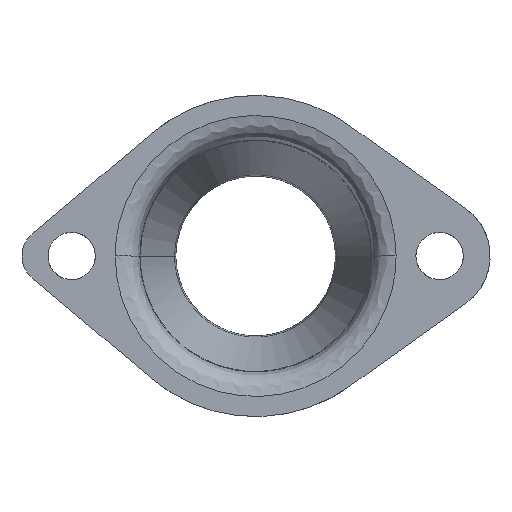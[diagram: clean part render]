
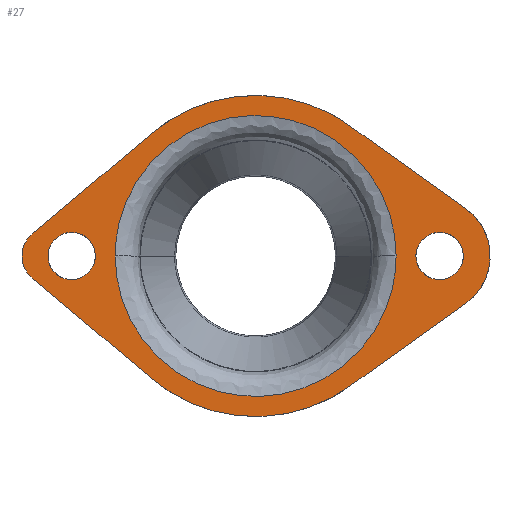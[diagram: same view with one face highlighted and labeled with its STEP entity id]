
A CAD part, front view. The second image highlights one B-rep face of the part: STEP entity #27.
In plain terms, the highlighted planar face has unit normal (0, -1, 0).
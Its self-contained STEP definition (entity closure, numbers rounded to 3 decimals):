
#17=FACE_BOUND('',#109,.T.);
#18=FACE_BOUND('',#110,.T.);
#19=FACE_BOUND('',#111,.T.);
#27=ADVANCED_FACE('',(#66,#17,#18,#19),#550,.T.);
#66=FACE_OUTER_BOUND('',#108,.T.);
#108=EDGE_LOOP('',(#179,#180,#181,#182,#183,#184,#185,#186));
#109=EDGE_LOOP('',(#187,#188));
#110=EDGE_LOOP('',(#189,#190));
#111=EDGE_LOOP('',(#191,#192));
#179=ORIENTED_EDGE('',*,*,#365,.F.);
#180=ORIENTED_EDGE('',*,*,#361,.F.);
#181=ORIENTED_EDGE('',*,*,#359,.F.);
#182=ORIENTED_EDGE('',*,*,#355,.F.);
#183=ORIENTED_EDGE('',*,*,#353,.F.);
#184=ORIENTED_EDGE('',*,*,#349,.F.);
#185=ORIENTED_EDGE('',*,*,#347,.F.);
#186=ORIENTED_EDGE('',*,*,#343,.F.);
#187=ORIENTED_EDGE('',*,*,#331,.F.);
#188=ORIENTED_EDGE('',*,*,#335,.F.);
#189=ORIENTED_EDGE('',*,*,#337,.F.);
#190=ORIENTED_EDGE('',*,*,#341,.F.);
#191=ORIENTED_EDGE('',*,*,#367,.F.);
#192=ORIENTED_EDGE('',*,*,#371,.F.);
#331=EDGE_CURVE('',#515,#516,#417,.T.);
#335=EDGE_CURVE('',#516,#515,#419,.T.);
#337=EDGE_CURVE('',#525,#526,#421,.T.);
#341=EDGE_CURVE('',#526,#525,#423,.T.);
#343=EDGE_CURVE('',#517,#518,#425,.T.);
#347=EDGE_CURVE('',#518,#524,#473,.T.);
#349=EDGE_CURVE('',#524,#523,#427,.T.);
#353=EDGE_CURVE('',#523,#522,#477,.T.);
#355=EDGE_CURVE('',#522,#521,#429,.T.);
#359=EDGE_CURVE('',#521,#520,#481,.T.);
#361=EDGE_CURVE('',#520,#519,#431,.T.);
#365=EDGE_CURVE('',#519,#517,#485,.T.);
#367=EDGE_CURVE('',#527,#528,#433,.T.);
#371=EDGE_CURVE('',#528,#527,#437,.T.);
#417=(
BOUNDED_CURVE()
B_SPLINE_CURVE(2,(#2127,#2128,#2129,#2130,#2131),.UNSPECIFIED.,.F.,.F.)
B_SPLINE_CURVE_WITH_KNOTS((3,2,3),(-16.179,-8.09,
0.),.UNSPECIFIED.)
CURVE()
GEOMETRIC_REPRESENTATION_ITEM()
RATIONAL_B_SPLINE_CURVE((1.,0.707,1.,0.707,1.))
REPRESENTATION_ITEM('')
);
#419=(
BOUNDED_CURVE()
B_SPLINE_CURVE(2,(#2141,#2142,#2143,#2144,#2145),.UNSPECIFIED.,.F.,.F.)
B_SPLINE_CURVE_WITH_KNOTS((3,2,3),(-16.179,-8.09,
0.),.UNSPECIFIED.)
CURVE()
GEOMETRIC_REPRESENTATION_ITEM()
RATIONAL_B_SPLINE_CURVE((1.,0.707,1.,0.707,1.))
REPRESENTATION_ITEM('')
);
#421=(
BOUNDED_CURVE()
B_SPLINE_CURVE(2,(#2151,#2152,#2153,#2154,#2155),.UNSPECIFIED.,.F.,.F.)
B_SPLINE_CURVE_WITH_KNOTS((3,2,3),(-16.179,-8.09,
0.),.UNSPECIFIED.)
CURVE()
GEOMETRIC_REPRESENTATION_ITEM()
RATIONAL_B_SPLINE_CURVE((1.,0.707,1.,0.707,1.))
REPRESENTATION_ITEM('')
);
#423=(
BOUNDED_CURVE()
B_SPLINE_CURVE(2,(#2165,#2166,#2167,#2168,#2169),.UNSPECIFIED.,.F.,.F.)
B_SPLINE_CURVE_WITH_KNOTS((3,2,3),(-16.179,-8.09,
0.),.UNSPECIFIED.)
CURVE()
GEOMETRIC_REPRESENTATION_ITEM()
RATIONAL_B_SPLINE_CURVE((1.,0.707,1.,0.707,1.))
REPRESENTATION_ITEM('')
);
#425=(
BOUNDED_CURVE()
B_SPLINE_CURVE(2,(#2175,#2176,#2177),.UNSPECIFIED.,.F.,.F.)
B_SPLINE_CURVE_WITH_KNOTS((3,3),(-46.02,0.),.UNSPECIFIED.)
CURVE()
GEOMETRIC_REPRESENTATION_ITEM()
RATIONAL_B_SPLINE_CURVE((1.,0.791,1.))
REPRESENTATION_ITEM('')
);
#427=(
BOUNDED_CURVE()
B_SPLINE_CURVE(2,(#2189,#2190,#2191,#2192,#2193),.UNSPECIFIED.,.F.,.F.)
B_SPLINE_CURVE_WITH_KNOTS((3,2,3),(0.,12.082,24.164),
 .UNSPECIFIED.)
CURVE()
GEOMETRIC_REPRESENTATION_ITEM()
RATIONAL_B_SPLINE_CURVE((1.,0.889,1.,0.889,1.))
REPRESENTATION_ITEM('')
);
#429=(
BOUNDED_CURVE()
B_SPLINE_CURVE(2,(#2207,#2208,#2209),.UNSPECIFIED.,.F.,.F.)
B_SPLINE_CURVE_WITH_KNOTS((3,3),(-46.02,0.),.UNSPECIFIED.)
CURVE()
GEOMETRIC_REPRESENTATION_ITEM()
RATIONAL_B_SPLINE_CURVE((1.,0.791,1.))
REPRESENTATION_ITEM('')
);
#431=(
BOUNDED_CURVE()
B_SPLINE_CURVE(2,(#2221,#2222,#2223,#2224,#2225),.UNSPECIFIED.,.F.,.F.)
B_SPLINE_CURVE_WITH_KNOTS((3,2,3),(0.,5.541,11.082),
 .UNSPECIFIED.)
CURVE()
GEOMETRIC_REPRESENTATION_ITEM()
RATIONAL_B_SPLINE_CURVE((1.,0.906,1.,0.906,1.))
REPRESENTATION_ITEM('')
);
#433=(
BOUNDED_CURVE()
B_SPLINE_CURVE(2,(#2239,#2240,#2241,#2242,#2243),.UNSPECIFIED.,.F.,.F.)
B_SPLINE_CURVE_WITH_KNOTS((3,2,3),(0.,47.972,95.944),
 .UNSPECIFIED.)
CURVE()
GEOMETRIC_REPRESENTATION_ITEM()
RATIONAL_B_SPLINE_CURVE((1.,0.707,1.,0.707,1.))
REPRESENTATION_ITEM('')
);
#437=(
BOUNDED_CURVE()
B_SPLINE_CURVE(2,(#2255,#2256,#2257,#2258,#2259),.UNSPECIFIED.,.F.,.F.)
B_SPLINE_CURVE_WITH_KNOTS((3,2,3),(0.,47.972,95.944),
 .UNSPECIFIED.)
CURVE()
GEOMETRIC_REPRESENTATION_ITEM()
RATIONAL_B_SPLINE_CURVE((1.,0.707,1.,0.707,1.))
REPRESENTATION_ITEM('')
);
#473=B_SPLINE_CURVE_WITH_KNOTS('',1,(#2185,#2186),.UNSPECIFIED.,.F.,.F.,
(2,2),(0.,31.167),.UNSPECIFIED.);
#477=B_SPLINE_CURVE_WITH_KNOTS('',1,(#2203,#2204),.UNSPECIFIED.,.F.,.F.,
(2,2),(0.,31.167),.UNSPECIFIED.);
#481=B_SPLINE_CURVE_WITH_KNOTS('',1,(#2217,#2218),.UNSPECIFIED.,.F.,.F.,
(2,2),(0.,34.048),.UNSPECIFIED.);
#485=B_SPLINE_CURVE_WITH_KNOTS('',1,(#2235,#2236),.UNSPECIFIED.,.F.,.F.,
(2,2),(0.,34.048),.UNSPECIFIED.);
#515=VERTEX_POINT('',#2053);
#516=VERTEX_POINT('',#2054);
#517=VERTEX_POINT('',#2055);
#518=VERTEX_POINT('',#2056);
#519=VERTEX_POINT('',#2057);
#520=VERTEX_POINT('',#2058);
#521=VERTEX_POINT('',#2059);
#522=VERTEX_POINT('',#2060);
#523=VERTEX_POINT('',#2061);
#524=VERTEX_POINT('',#2062);
#525=VERTEX_POINT('',#2063);
#526=VERTEX_POINT('',#2064);
#527=VERTEX_POINT('',#2065);
#528=VERTEX_POINT('',#2066);
#550=PLANE('',#677);
#677=AXIS2_PLACEMENT_3D('',#913,#687,$);
#687=DIRECTION('',(0.,-1.,0.));
#913=CARTESIAN_POINT('',(-61.134,-0.006,-53.118));
#2053=CARTESIAN_POINT('',(40.,0.003,5.15));
#2054=CARTESIAN_POINT('',(40.,0.002,-5.15));
#2055=CARTESIAN_POINT('',(-22.452,0.,26.752));
#2056=CARTESIAN_POINT('',(20.277,0.003,28.436));
#2057=CARTESIAN_POINT('',(-48.532,-0.003,4.864));
#2058=CARTESIAN_POINT('',(-48.532,-0.003,-4.864));
#2059=CARTESIAN_POINT('',(-22.452,-0.003,-26.752));
#2060=CARTESIAN_POINT('',(20.277,0.,-28.436));
#2061=CARTESIAN_POINT('',(45.653,0.003,-10.34));
#2062=CARTESIAN_POINT('',(45.653,0.003,10.34));
#2063=CARTESIAN_POINT('',(-40.,-0.002,5.15));
#2064=CARTESIAN_POINT('',(-40.,-0.003,-5.15));
#2065=CARTESIAN_POINT('',(-30.54,-0.002,0.));
#2066=CARTESIAN_POINT('',(30.54,0.002,0.));
#2127=CARTESIAN_POINT('',(40.,0.003,5.15));
#2128=CARTESIAN_POINT('',(34.85,0.003,5.15));
#2129=CARTESIAN_POINT('',(34.85,0.002,0.));
#2130=CARTESIAN_POINT('',(34.85,0.002,-5.15));
#2131=CARTESIAN_POINT('',(40.,0.002,-5.15));
#2141=CARTESIAN_POINT('',(40.,0.002,-5.15));
#2142=CARTESIAN_POINT('',(45.15,0.003,-5.15));
#2143=CARTESIAN_POINT('',(45.15,0.003,0.));
#2144=CARTESIAN_POINT('',(45.15,0.003,5.15));
#2145=CARTESIAN_POINT('',(40.,0.003,5.15));
#2151=CARTESIAN_POINT('',(-40.,-0.002,5.15));
#2152=CARTESIAN_POINT('',(-45.15,-0.003,5.15));
#2153=CARTESIAN_POINT('',(-45.15,-0.003,0.));
#2154=CARTESIAN_POINT('',(-45.15,-0.003,-5.15));
#2155=CARTESIAN_POINT('',(-40.,-0.003,-5.15));
#2165=CARTESIAN_POINT('',(-40.,-0.003,-5.15));
#2166=CARTESIAN_POINT('',(-34.85,-0.003,-5.15));
#2167=CARTESIAN_POINT('',(-34.85,-0.002,0.));
#2168=CARTESIAN_POINT('',(-34.85,-0.002,5.15));
#2169=CARTESIAN_POINT('',(-40.,-0.002,5.15));
#2175=CARTESIAN_POINT('',(-22.452,0.,26.752));
#2176=CARTESIAN_POINT('',(-1.739,0.002,44.135));
#2177=CARTESIAN_POINT('',(20.277,0.003,28.436));
#2185=CARTESIAN_POINT('',(20.277,0.003,28.436));
#2186=CARTESIAN_POINT('',(45.653,0.003,10.34));
#2189=CARTESIAN_POINT('',(45.653,0.003,10.34));
#2190=CARTESIAN_POINT('',(50.98,0.004,6.542));
#2191=CARTESIAN_POINT('',(50.98,0.003,0.));
#2192=CARTESIAN_POINT('',(50.98,0.003,-6.542));
#2193=CARTESIAN_POINT('',(45.653,0.003,-10.34));
#2203=CARTESIAN_POINT('',(45.653,0.003,-10.34));
#2204=CARTESIAN_POINT('',(20.277,0.,-28.436));
#2207=CARTESIAN_POINT('',(20.277,0.,-28.436));
#2208=CARTESIAN_POINT('',(-1.739,-0.002,-44.135));
#2209=CARTESIAN_POINT('',(-22.452,-0.003,-26.752));
#2217=CARTESIAN_POINT('',(-22.452,-0.003,-26.752));
#2218=CARTESIAN_POINT('',(-48.532,-0.003,-4.864));
#2221=CARTESIAN_POINT('',(-48.532,-0.003,-4.864));
#2222=CARTESIAN_POINT('',(-50.8,-0.003,-2.961));
#2223=CARTESIAN_POINT('',(-50.8,-0.003,0.));
#2224=CARTESIAN_POINT('',(-50.8,-0.003,2.961));
#2225=CARTESIAN_POINT('',(-48.532,-0.003,4.864));
#2235=CARTESIAN_POINT('',(-48.532,-0.003,4.864));
#2236=CARTESIAN_POINT('',(-22.452,0.,26.752));
#2239=CARTESIAN_POINT('',(-30.54,-0.002,0.));
#2240=CARTESIAN_POINT('',(-30.54,-0.003,-30.54));
#2241=CARTESIAN_POINT('',(0.,-0.001,-30.54));
#2242=CARTESIAN_POINT('',(30.54,0.001,-30.54));
#2243=CARTESIAN_POINT('',(30.54,0.002,0.));
#2255=CARTESIAN_POINT('',(30.54,0.002,0.));
#2256=CARTESIAN_POINT('',(30.54,0.003,30.54));
#2257=CARTESIAN_POINT('',(0.,0.001,30.54));
#2258=CARTESIAN_POINT('',(-30.54,-0.001,30.54));
#2259=CARTESIAN_POINT('',(-30.54,-0.002,0.));
